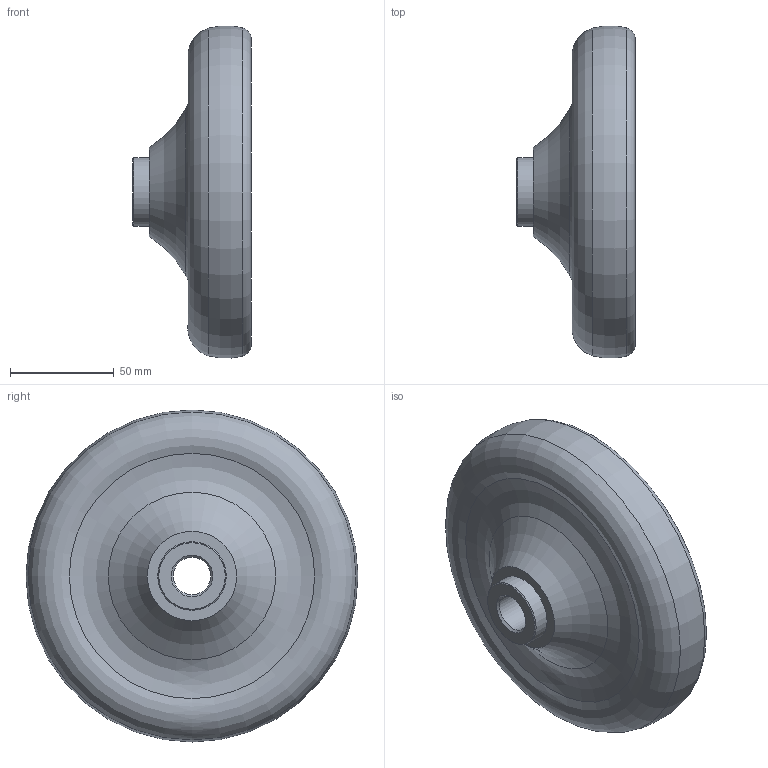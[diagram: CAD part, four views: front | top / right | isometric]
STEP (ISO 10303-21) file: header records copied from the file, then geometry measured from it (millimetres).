
FILE_DESCRIPTION( ( 'STEP AP214' ), '1' );
FILE_NAME( 'K0165.3160X18.stp', '2020-11-26T10:34:15', ( '' ), ( '' ), ' ', 'PARTsolutions', ' ' );
FILE_SCHEMA( ( 'AUTOMOTIVE_DESIGN { 1 0 10303 214 1 1 1 1 }' ) );
Length unit declared in the file: millimetre
Products named in the file (1): _K0165.3160X18
Bounding box: 57 x 159.82 x 159.82 mm (x, y, z)
Volume: 404182.9 mm3; surface area: 57938 mm2
Topology: 1 solids, 1 shells, 17 faces, 32 edges, 18 vertices
Faces by surface type: torus 8, plane 3, cone 3, cylinder 2, bspline 1
Full cylindrical faces by diameter (mm): 18 x1, 33 x1
Entity records: 527 total; most frequent: CARTESIAN_POINT 80, DIRECTION 68, AXIS2_PLACEMENT_3D 34, EDGE_LOOP 34, ORIENTED_EDGE 34, FACE_OUTER_BOUND 28, VERTEX_POINT 18, STYLED_ITEM 17
